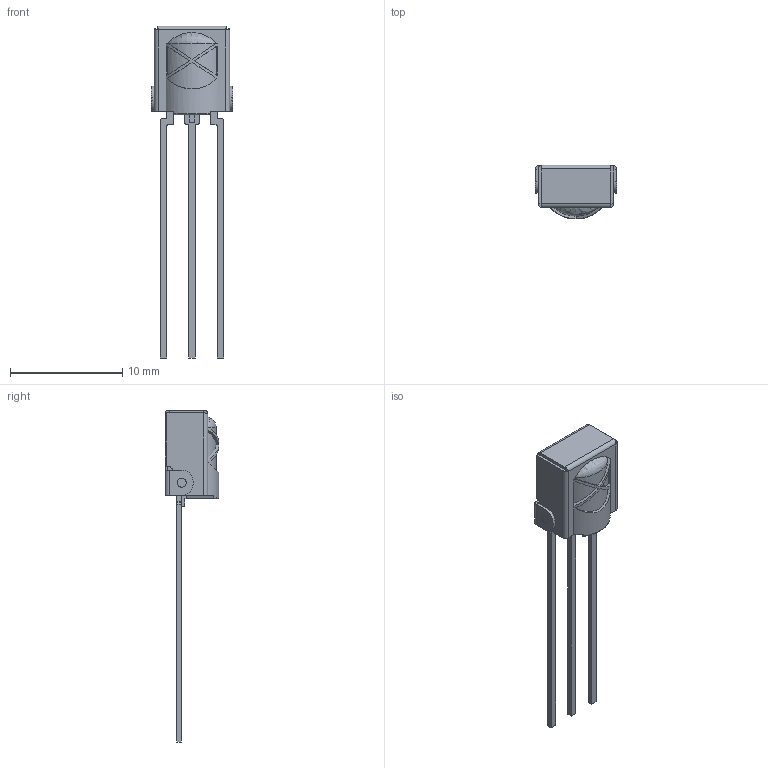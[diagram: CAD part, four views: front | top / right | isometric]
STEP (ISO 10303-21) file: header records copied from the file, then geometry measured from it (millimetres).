
FILE_DESCRIPTION (( 'STEP AP214' ), '1' );
FILE_NAME ('User Library-vs1838b.STEP', '2021-07-18T10:31:16', ( '' ), ( '' ), 'SwSTEP 2.0', 'SolidWorks 2021', '' );
FILE_SCHEMA (( 'AUTOMOTIVE_DESIGN' ));
Length unit declared in the file: millimetre
Products named in the file (1): User Library-vs1838b
Bounding box: 7.25 x 4.8 x 29.59 mm (x, y, z)
Volume: 240.4 mm3; surface area: 748.4 mm2
Topology: 5 solids, 5 shells, 310 faces, 814 edges, 518 vertices
Faces by surface type: plane 166, bspline 92, cylinder 47, torus 5
Entity records: 13811 total; most frequent: CARTESIAN_POINT 6174, ORIENTED_EDGE 1616, DIRECTION 1123, EDGE_CURVE 808, VERTEX_POINT 518, LINE 509, VECTOR 509, EDGE_LOOP 332
